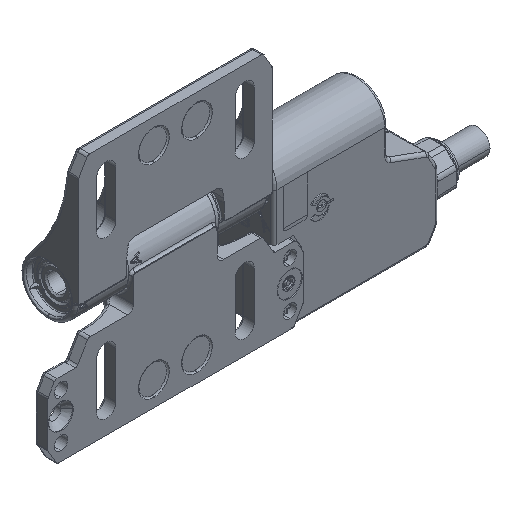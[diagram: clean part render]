
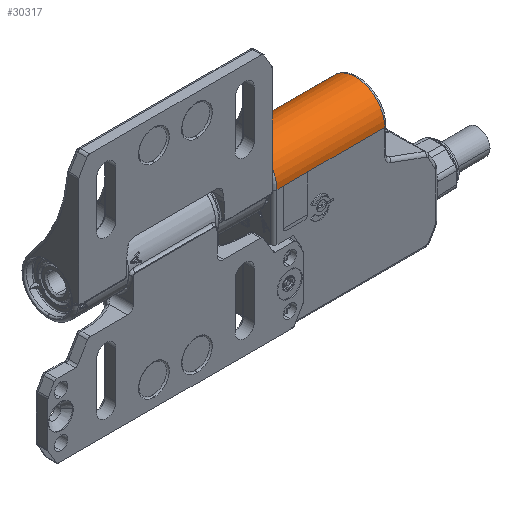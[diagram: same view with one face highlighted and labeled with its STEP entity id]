
A CAD part, isometric view. The second image highlights one B-rep face of the part: STEP entity #30317.
In plain terms, the highlighted cylindrical face has radius 9.5 mm (diameter 19 mm), a partial arc.
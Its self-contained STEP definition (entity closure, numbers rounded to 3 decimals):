
#160=DIRECTION('',(-1.,0.,0.));
#161=VECTOR('',#160,8.);
#162=CARTESIAN_POINT('',(43.5,-9.5,0.));
#163=LINE('',#162,#161);
#164=DIRECTION('',(-1.,0.,0.));
#165=VECTOR('',#164,2.);
#166=CARTESIAN_POINT('',(35.5,-9.5,0.));
#167=LINE('',#166,#165);
#168=DIRECTION('',(1.,0.,0.));
#169=VECTOR('',#168,2.);
#170=CARTESIAN_POINT('',(33.5,9.5,0.));
#171=LINE('',#170,#169);
#172=DIRECTION('',(1.,0.,0.));
#173=VECTOR('',#172,8.);
#174=CARTESIAN_POINT('',(35.5,9.5,0.));
#175=LINE('',#174,#173);
#176=DIRECTION('',(1.,0.,0.));
#177=VECTOR('',#176,25.);
#178=CARTESIAN_POINT('',(43.5,9.5,0.));
#179=LINE('',#178,#177);
#180=DIRECTION('',(-1.,0.,0.));
#181=VECTOR('',#180,25.);
#182=CARTESIAN_POINT('',(68.5,-9.5,0.));
#183=LINE('',#182,#181);
#18776=CARTESIAN_POINT('',(33.5,0.,0.));
#18777=DIRECTION('',(1.,0.,0.));
#18778=DIRECTION('',(0.,1.,0.));
#18779=AXIS2_PLACEMENT_3D('',#18776,#18777,#18778);
#18781=CARTESIAN_POINT('',(33.5,0.,0.));
#18782=DIRECTION('',(1.,0.,0.));
#18783=DIRECTION('',(0.,1.,0.017));
#18784=AXIS2_PLACEMENT_3D('',#18781,#18782,#18783);
#18786=CARTESIAN_POINT('',(33.5,0.,0.));
#18787=DIRECTION('',(1.,0.,0.));
#18788=DIRECTION('',(0.,0.,1.));
#18789=AXIS2_PLACEMENT_3D('',#18786,#18787,#18788);
#23709=CARTESIAN_POINT('',(68.5,0.,0.));
#23710=DIRECTION('',(-1.,0.,0.));
#23711=DIRECTION('',(0.,-1.,0.));
#23712=AXIS2_PLACEMENT_3D('',#23709,#23710,#23711);
#23714=CARTESIAN_POINT('',(68.5,0.,0.));
#23715=DIRECTION('',(-1.,0.,0.));
#23716=DIRECTION('',(0.,-1.,0.012));
#23717=AXIS2_PLACEMENT_3D('',#23714,#23715,#23716);
#23719=CARTESIAN_POINT('',(68.5,0.,0.));
#23720=DIRECTION('',(-1.,0.,0.));
#23721=DIRECTION('',(0.,0.,1.));
#23722=AXIS2_PLACEMENT_3D('',#23719,#23720,#23721);
#24301=CARTESIAN_POINT('',(33.5,9.5,0.));
#24302=CARTESIAN_POINT('',(35.5,9.5,0.));
#24303=VERTEX_POINT('',#24301);
#24304=VERTEX_POINT('',#24302);
#24331=CARTESIAN_POINT('',(68.5,9.5,0.));
#24332=VERTEX_POINT('',#24331);
#24333=CARTESIAN_POINT('',(43.5,9.5,0.));
#24334=VERTEX_POINT('',#24333);
#24367=CARTESIAN_POINT('',(35.5,-9.5,0.));
#24368=CARTESIAN_POINT('',(33.5,-9.5,0.));
#24369=VERTEX_POINT('',#24367);
#24370=VERTEX_POINT('',#24368);
#24371=CARTESIAN_POINT('',(33.5,0.,9.5));
#24372=VERTEX_POINT('',#24371);
#24373=CARTESIAN_POINT('',(33.5,9.499,0.166));
#24374=VERTEX_POINT('',#24373);
#24375=CARTESIAN_POINT('',(68.5,0.,9.5));
#24376=VERTEX_POINT('',#24375);
#24377=CARTESIAN_POINT('',(68.5,-9.499,0.117));
#24378=VERTEX_POINT('',#24377);
#24379=CARTESIAN_POINT('',(68.5,-9.5,0.));
#24380=VERTEX_POINT('',#24379);
#24381=CARTESIAN_POINT('',(43.5,-9.5,0.));
#24382=VERTEX_POINT('',#24381);
#30289=CARTESIAN_POINT('',(32.5,0.,0.));
#30290=DIRECTION('',(1.,0.,0.));
#30291=DIRECTION('',(0.,0.,-1.));
#30292=AXIS2_PLACEMENT_3D('',#30289,#30290,#30291);
#30293=CYLINDRICAL_SURFACE('',#30292,9.5);
#30295=ORIENTED_EDGE('',*,*,#30294,.T.);
#30297=ORIENTED_EDGE('',*,*,#30296,.T.);
#30299=ORIENTED_EDGE('',*,*,#30298,.F.);
#30301=ORIENTED_EDGE('',*,*,#30300,.F.);
#30303=ORIENTED_EDGE('',*,*,#30302,.F.);
#30304=ORIENTED_EDGE('',*,*,#30187,.T.);
#30305=ORIENTED_EDGE('',*,*,#30273,.T.);
#30306=ORIENTED_EDGE('',*,*,#30220,.T.);
#30308=ORIENTED_EDGE('',*,*,#30307,.F.);
#30310=ORIENTED_EDGE('',*,*,#30309,.F.);
#30312=ORIENTED_EDGE('',*,*,#30311,.F.);
#30314=ORIENTED_EDGE('',*,*,#30313,.T.);
#30315=EDGE_LOOP('',(#30295,#30297,#30299,#30301,#30303,#30304,#30305,#30306,
#30308,#30310,#30312,#30314));
#30316=FACE_OUTER_BOUND('',#30315,.F.);
#30317=ADVANCED_FACE('',(#30316),#30293,.T.);
#18780=CIRCLE('',#18779,9.5);
#18785=CIRCLE('',#18784,9.5);
#18790=CIRCLE('',#18789,9.5);
#23713=CIRCLE('',#23712,9.5);
#23718=CIRCLE('',#23717,9.5);
#23723=CIRCLE('',#23722,9.5);
#30187=EDGE_CURVE('',#24303,#24304,#171,.T.);
#30220=EDGE_CURVE('',#24334,#24332,#179,.T.);
#30273=EDGE_CURVE('',#24304,#24334,#175,.T.);
#30294=EDGE_CURVE('',#24382,#24369,#163,.T.);
#30296=EDGE_CURVE('',#24369,#24370,#167,.T.);
#30298=EDGE_CURVE('',#24372,#24370,#18790,.T.);
#30300=EDGE_CURVE('',#24374,#24372,#18785,.T.);
#30302=EDGE_CURVE('',#24303,#24374,#18780,.T.);
#30307=EDGE_CURVE('',#24376,#24332,#23723,.T.);
#30309=EDGE_CURVE('',#24378,#24376,#23718,.T.);
#30311=EDGE_CURVE('',#24380,#24378,#23713,.T.);
#30313=EDGE_CURVE('',#24380,#24382,#183,.T.);
